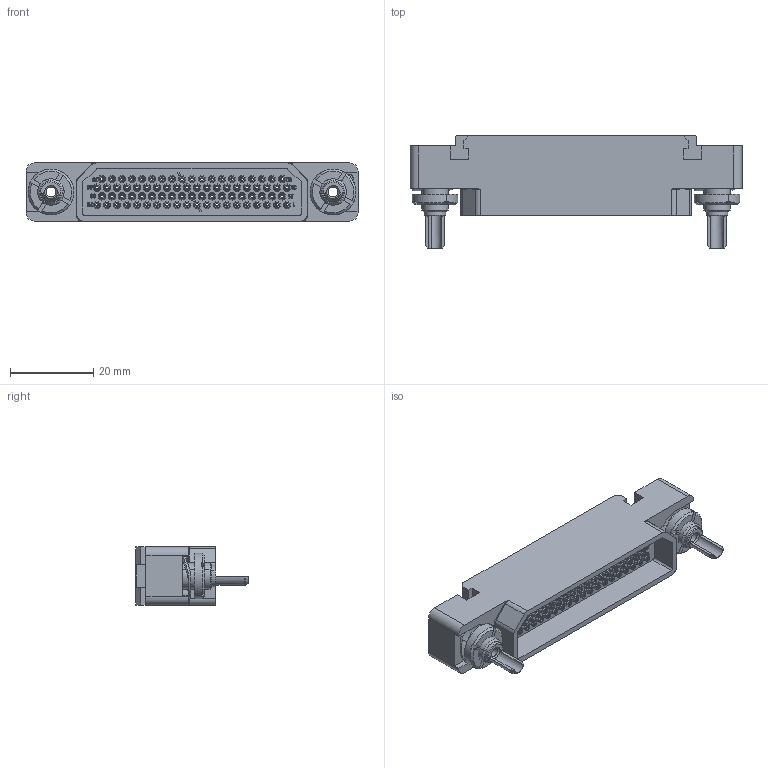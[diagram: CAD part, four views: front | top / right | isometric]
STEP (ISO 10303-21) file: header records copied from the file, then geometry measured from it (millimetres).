
FILE_DESCRIPTION((''),'2;1');
FILE_NAME('1900ND02P2B00A','2019-10-29T',('presta_be4'),(''),'CREO PARAMETRIC BY PTC INC, 2018360','CREO PARAMETRIC BY PTC INC, 2018360','');
FILE_SCHEMA(('CONFIG_CONTROL_DESIGN'));
Products named in the file (1): 1900ND02P2B00A
Bounding box: 80 x 27.3 x 14 mm (x, y, z)
Volume: 10442.3 mm3; surface area: 13282.9 mm2
Topology: 1 solids, 1 shells, 3738 faces, 9431 edges, 6022 vertices
Faces by surface type: plane 1625, cylinder 1152, cone 670, extrusion 249, torus 38, bspline 4
Entity records: 121164 total; most frequent: CARTESIAN_POINT 29674, ORIENTED_EDGE 18854, DIRECTION 18781, EDGE_CURVE 9427, AXIS2_PLACEMENT_3D 6359, VECTOR 6063, VERTEX_POINT 6022, LINE 5814
